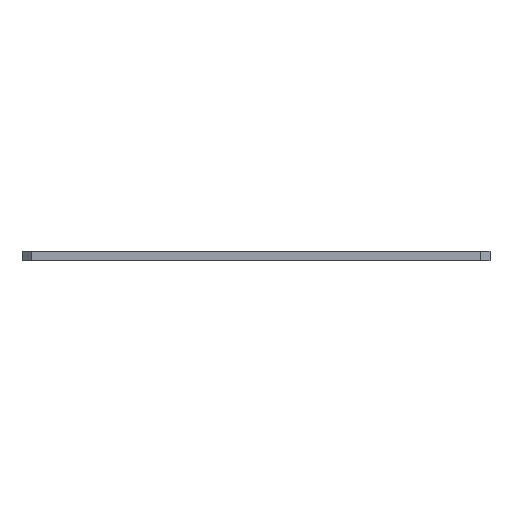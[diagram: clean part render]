
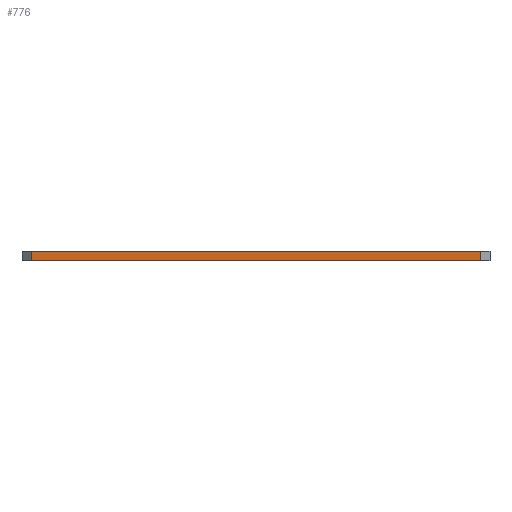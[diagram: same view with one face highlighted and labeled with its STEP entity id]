
A CAD part, front view. The second image highlights one B-rep face of the part: STEP entity #776.
In plain terms, the highlighted planar face has unit normal (0, -1, 0).
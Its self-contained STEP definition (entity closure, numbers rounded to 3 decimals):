
#44 = DIRECTION ( 'NONE',  ( 1., 0., 0. ) ) ;
#53 = PLANE ( 'NONE',  #666 ) ;
#59 = DIRECTION ( 'NONE',  ( 0., 0., -1. ) ) ;
#86 = CARTESIAN_POINT ( 'NONE',  ( -48., -100., 2. ) ) ;
#117 = VERTEX_POINT ( 'NONE', #86 ) ;
#146 = VERTEX_POINT ( 'NONE', #193 ) ;
#172 = VECTOR ( 'NONE', #59, 1000. ) ;
#175 = CARTESIAN_POINT ( 'NONE',  ( -50., -100., 0. ) ) ;
#191 = DIRECTION ( 'NONE',  ( 0., 1., 0. ) ) ;
#193 = CARTESIAN_POINT ( 'NONE',  ( 48., -100., 2. ) ) ;
#214 = CARTESIAN_POINT ( 'NONE',  ( -48., -100., 0. ) ) ;
#321 = VECTOR ( 'NONE', #465, 1000. ) ;
#324 = VECTOR ( 'NONE', #393, 1000. ) ;
#376 = CARTESIAN_POINT ( 'NONE',  ( -50., -100., 2. ) ) ;
#382 = EDGE_CURVE ( 'NONE', #117, #802, #569, .T. ) ;
#393 = DIRECTION ( 'NONE',  ( 1., 0., 0. ) ) ;
#465 = DIRECTION ( 'NONE',  ( 0., 0., 1. ) ) ;
#475 = VECTOR ( 'NONE', #44, 1000. ) ;
#477 = LINE ( 'NONE', #175, #475 ) ;
#506 = EDGE_CURVE ( 'NONE', #117, #146, #858, .T. ) ;
#519 = EDGE_LOOP ( 'NONE', ( #616, #649, #703, #832 ) ) ;
#569 = LINE ( 'NONE', #632, #172 ) ;
#603 = DIRECTION ( 'NONE',  ( 0., 0., 1. ) ) ;
#616 = ORIENTED_EDGE ( 'NONE', *, *, #506, .F. ) ;
#632 = CARTESIAN_POINT ( 'NONE',  ( -48., -100., 2. ) ) ;
#649 = ORIENTED_EDGE ( 'NONE', *, *, #382, .T. ) ;
#666 = AXIS2_PLACEMENT_3D ( 'NONE', #834, #191, #603 ) ;
#699 = EDGE_CURVE ( 'NONE', #919, #146, #884, .T. ) ;
#703 = ORIENTED_EDGE ( 'NONE', *, *, #745, .T. ) ;
#745 = EDGE_CURVE ( 'NONE', #802, #919, #477, .T. ) ;
#747 = FACE_OUTER_BOUND ( 'NONE', #519, .T. ) ;
#776 = ADVANCED_FACE ( 'NONE', ( #747 ), #53, .F. ) ;
#802 = VERTEX_POINT ( 'NONE', #214 ) ;
#832 = ORIENTED_EDGE ( 'NONE', *, *, #699, .T. ) ;
#834 = CARTESIAN_POINT ( 'NONE',  ( -50., -100., 2. ) ) ;
#848 = CARTESIAN_POINT ( 'NONE',  ( 48., -100., 0. ) ) ;
#858 = LINE ( 'NONE', #376, #324 ) ;
#884 = LINE ( 'NONE', #904, #321 ) ;
#904 = CARTESIAN_POINT ( 'NONE',  ( 48., -100., 2. ) ) ;
#919 = VERTEX_POINT ( 'NONE', #848 ) ;
